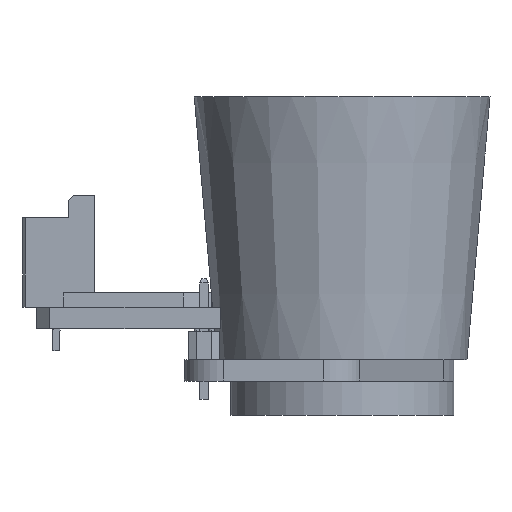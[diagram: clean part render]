
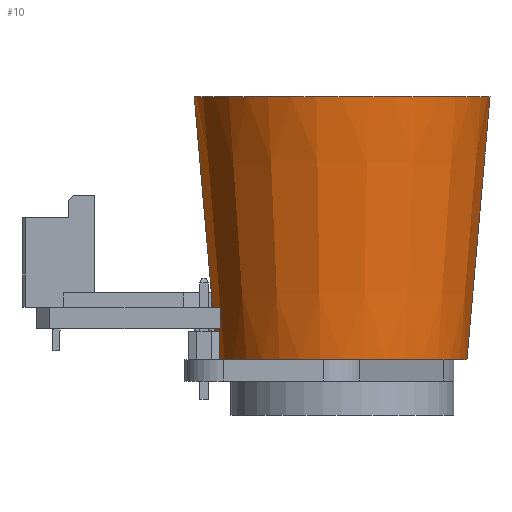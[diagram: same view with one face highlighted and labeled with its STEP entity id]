
A CAD part, front view. The second image highlights one B-rep face of the part: STEP entity #10.
In plain terms, the highlighted conical face has half-angle 5 degrees and reference radius 9.5 mm.
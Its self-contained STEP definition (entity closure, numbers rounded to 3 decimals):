
#10 = ADVANCED_FACE ( 'NONE', ( #4430 ), #8334, .T. ) ;
#96 = ORIENTED_EDGE ( 'NONE', *, *, #15928, .T. ) ;
#119 = EDGE_CURVE ( 'NONE', #16768, #2746, #16524, .T. ) ;
#512 = DIRECTION ( 'NONE',  ( -0.087, 0., 0.996 ) ) ;
#556 = EDGE_CURVE ( 'NONE', #13836, #8575, #9505, .T. ) ;
#1765 = ORIENTED_EDGE ( 'NONE', *, *, #119, .T. ) ;
#2746 = VERTEX_POINT ( 'NONE', #8058 ) ;
#3183 = LINE ( 'NONE', #7276, #17468 ) ;
#3521 = AXIS2_PLACEMENT_3D ( 'NONE', #12581, #5920, #13977 ) ;
#4118 = DIRECTION ( 'NONE',  ( 1., 0., 0. ) ) ;
#4430 = FACE_OUTER_BOUND ( 'NONE', #15167, .T. ) ;
#5457 = DIRECTION ( 'NONE',  ( 0., 0., 1. ) ) ;
#5792 = LINE ( 'NONE', #9774, #7656 ) ;
#5920 = DIRECTION ( 'NONE',  ( 0., 0., 1. ) ) ;
#6688 = CARTESIAN_POINT ( 'NONE',  ( 0., 0., 0. ) ) ;
#7121 = DIRECTION ( 'NONE',  ( 0.087, 0., 0.996 ) ) ;
#7276 = CARTESIAN_POINT ( 'NONE',  ( -9.5, 0., 0. ) ) ;
#7656 = VECTOR ( 'NONE', #7121, 1000. ) ;
#8058 = CARTESIAN_POINT ( 'NONE',  ( 9.5, 0., 0. ) ) ;
#8334 = CONICAL_SURFACE ( 'NONE', #3521, 9.5, 0.087 ) ;
#8575 = VERTEX_POINT ( 'NONE', #12322 ) ;
#9400 = CARTESIAN_POINT ( 'NONE',  ( -11.25, 0., 20. ) ) ;
#9505 = CIRCLE ( 'NONE', #11764, 11.25 ) ;
#9774 = CARTESIAN_POINT ( 'NONE',  ( 9.5, 0., 0. ) ) ;
#10327 = AXIS2_PLACEMENT_3D ( 'NONE', #6688, #5457, #14561 ) ;
#11124 = ORIENTED_EDGE ( 'NONE', *, *, #556, .F. ) ;
#11764 = AXIS2_PLACEMENT_3D ( 'NONE', #12539, #12350, #4118 ) ;
#12322 = CARTESIAN_POINT ( 'NONE',  ( 11.25, 0., 20. ) ) ;
#12350 = DIRECTION ( 'NONE',  ( 0., 0., 1. ) ) ;
#12539 = CARTESIAN_POINT ( 'NONE',  ( 0., 0., 20. ) ) ;
#12581 = CARTESIAN_POINT ( 'NONE',  ( 0., 0., 0. ) ) ;
#13836 = VERTEX_POINT ( 'NONE', #9400 ) ;
#13977 = DIRECTION ( 'NONE',  ( 1., 0., 0. ) ) ;
#14561 = DIRECTION ( 'NONE',  ( 1., 0., 0. ) ) ;
#15167 = EDGE_LOOP ( 'NONE', ( #17431, #1765, #96, #11124 ) ) ;
#15882 = CARTESIAN_POINT ( 'NONE',  ( -9.5, 0., 0. ) ) ;
#15928 = EDGE_CURVE ( 'NONE', #2746, #8575, #5792, .T. ) ;
#16250 = EDGE_CURVE ( 'NONE', #16768, #13836, #3183, .T. ) ;
#16524 = CIRCLE ( 'NONE', #10327, 9.5 ) ;
#16768 = VERTEX_POINT ( 'NONE', #15882 ) ;
#17431 = ORIENTED_EDGE ( 'NONE', *, *, #16250, .F. ) ;
#17468 = VECTOR ( 'NONE', #512, 1000. ) ;
